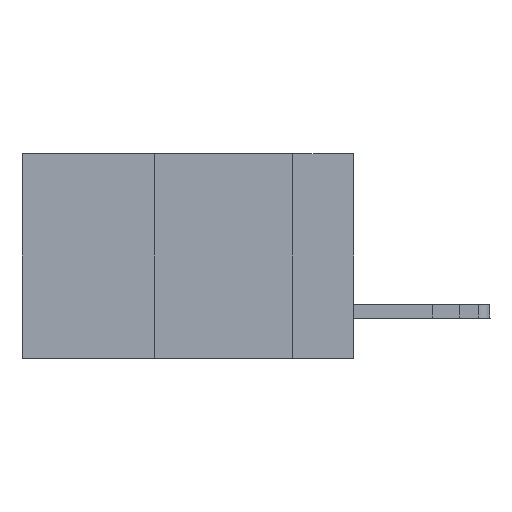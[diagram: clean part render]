
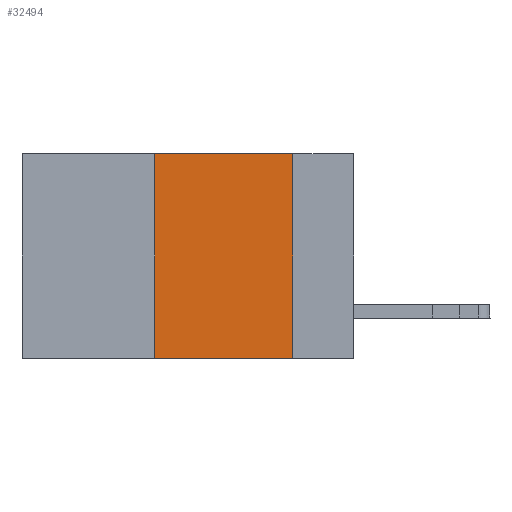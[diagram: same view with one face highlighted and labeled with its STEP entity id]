
A CAD part, left-side view. The second image highlights one B-rep face of the part: STEP entity #32494.
In plain terms, the highlighted planar face has unit normal (-1, 0, 0).
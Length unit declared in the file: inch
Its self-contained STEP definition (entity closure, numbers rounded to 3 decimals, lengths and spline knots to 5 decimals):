
#586 = VECTOR ( 'NONE', #4076, 39.37008 ) ;
#1803 = CARTESIAN_POINT ( 'NONE',  ( 0., 0.11, 0. ) ) ;
#1990 = FACE_OUTER_BOUND ( 'NONE', #26892, .T. ) ;
#2468 = CARTESIAN_POINT ( 'NONE',  ( 0., 0.36, 0. ) ) ;
#2729 = CARTESIAN_POINT ( 'NONE',  ( 0., 0.36, 0. ) ) ;
#4076 = DIRECTION ( 'NONE',  ( 0., 0., -1. ) ) ;
#4640 = EDGE_CURVE ( 'NONE', #5080, #32482, #23046, .T. ) ;
#5080 = VERTEX_POINT ( 'NONE', #2468 ) ;
#6179 = ORIENTED_EDGE ( 'NONE', *, *, #4640, .F. ) ;
#6677 = LINE ( 'NONE', #1803, #586 ) ;
#6692 = CARTESIAN_POINT ( 'NONE',  ( 0., 0.6, -0.37 ) ) ;
#7230 = VECTOR ( 'NONE', #25641, 39.37008 ) ;
#9058 = VERTEX_POINT ( 'NONE', #9988 ) ;
#9988 = CARTESIAN_POINT ( 'NONE',  ( 0., 0.11, -0.37 ) ) ;
#12022 = PLANE ( 'NONE',  #27892 ) ;
#13266 = DIRECTION ( 'NONE',  ( 0., 0., 1. ) ) ;
#15858 = ORIENTED_EDGE ( 'NONE', *, *, #21406, .F. ) ;
#17496 = VECTOR ( 'NONE', #13266, 39.37008 ) ;
#17506 = VERTEX_POINT ( 'NONE', #17847 ) ;
#17847 = CARTESIAN_POINT ( 'NONE',  ( 0., 0.36, -0.37 ) ) ;
#21406 = EDGE_CURVE ( 'NONE', #17506, #5080, #26405, .T. ) ;
#22050 = ORIENTED_EDGE ( 'NONE', *, *, #22142, .F. ) ;
#22142 = EDGE_CURVE ( 'NONE', #32482, #9058, #6677, .T. ) ;
#22702 = CARTESIAN_POINT ( 'NONE',  ( 0., 0.6, 0. ) ) ;
#22860 = LINE ( 'NONE', #6692, #7230 ) ;
#23046 = LINE ( 'NONE', #30728, #27238 ) ;
#24979 = DIRECTION ( 'NONE',  ( 1., 0., 0. ) ) ;
#25641 = DIRECTION ( 'NONE',  ( 0., -1., 0. ) ) ;
#26405 = LINE ( 'NONE', #2729, #17496 ) ;
#26892 = EDGE_LOOP ( 'NONE', ( #22050, #6179, #15858, #33513 ) ) ;
#27238 = VECTOR ( 'NONE', #30401, 39.37008 ) ;
#27300 = EDGE_CURVE ( 'NONE', #17506, #9058, #22860, .T. ) ;
#27892 = AXIS2_PLACEMENT_3D ( 'NONE', #22702, #24979, #27938 ) ;
#27938 = DIRECTION ( 'NONE',  ( 0., 0., -1. ) ) ;
#30401 = DIRECTION ( 'NONE',  ( 0., -1., 0. ) ) ;
#30728 = CARTESIAN_POINT ( 'NONE',  ( 0., 0.6, 0. ) ) ;
#32482 = VERTEX_POINT ( 'NONE', #33138 ) ;
#32494 = ADVANCED_FACE ( 'NONE', ( #1990 ), #12022, .F. ) ;
#33138 = CARTESIAN_POINT ( 'NONE',  ( 0., 0.11, 0. ) ) ;
#33513 = ORIENTED_EDGE ( 'NONE', *, *, #27300, .T. ) ;
